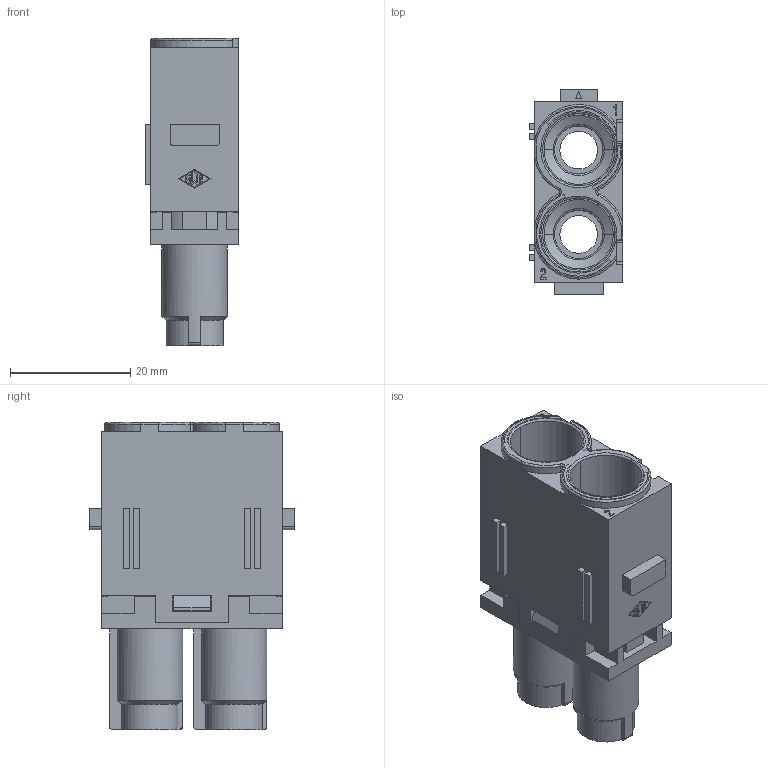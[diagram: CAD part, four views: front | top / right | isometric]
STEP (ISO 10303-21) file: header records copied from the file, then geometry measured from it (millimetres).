
FILE_DESCRIPTION(('Creo Elements/Direct Modeling STEP Export'),'2;1');
FILE_NAME('CX_02_7F.stp','2011-11-18T11:02:58',(''),(''),'Creo Elements/Direct Modeling STEP processor for AP214 (Solid Model)','Creo Elements/Direct Modeling 17.0C 05-Feb-2011 (C) Parametric Technology GmbH','');
FILE_SCHEMA(('AUTOMOTIVE_DESIGN { 1 0 10303 214 1 1 1 1 }'));
Length unit declared in the file: millimetre
Products named in the file (2): CX_02_7F_internet
Assembly tree (1 placements, depth 2):
  CX_02_7F_internet
    CX_02_7F_internet
Bounding box: 15.6 x 34 x 51 mm (x, y, z)
Volume: 10777.4 mm3; surface area: 8689 mm2
Topology: 1 solids, 1 shells, 423 faces, 1154 edges, 762 vertices
Faces by surface type: plane 321, cylinder 59, torus 18, cone 16, extrusion 9
Entity records: 16855 total; most frequent: CARTESIAN_POINT 2875, ORIENTED_EDGE 2308, DIRECTION 1981, EDGE_CURVE 1154, VECTOR 941, LINE 932, VERTEX_POINT 762, AXIS2_PLACEMENT_3D 520
